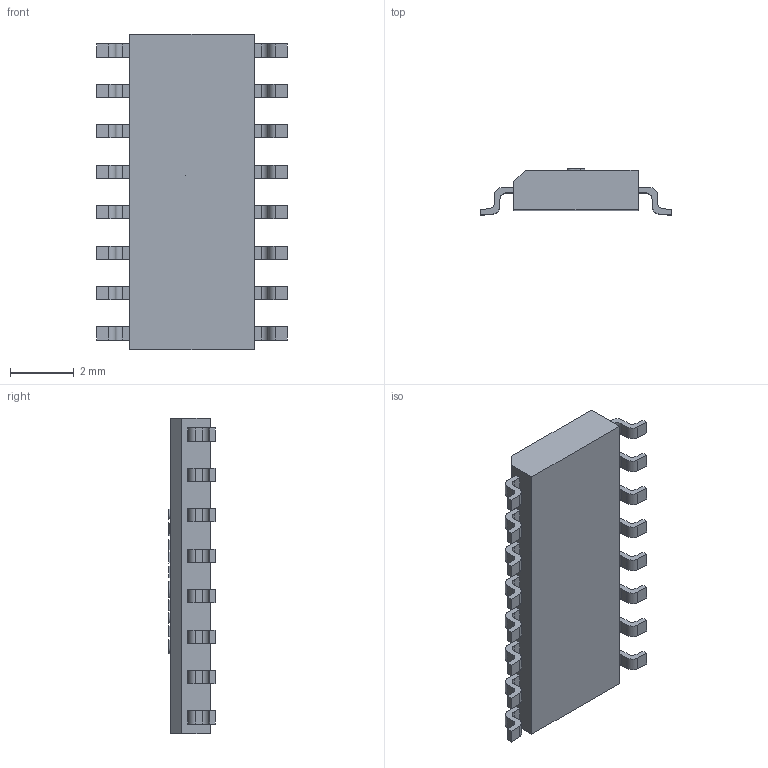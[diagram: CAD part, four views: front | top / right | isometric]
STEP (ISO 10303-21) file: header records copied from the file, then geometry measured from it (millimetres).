
FILE_DESCRIPTION (( 'STEP AP214' ), '1' );
FILE_NAME ('SN74HC595D.STEP', '2015-06-24T09:22:06', ( '' ), ( '' ), 'SwSTEP 2.0', 'SolidWorks 2014', '' );
FILE_SCHEMA (( 'AUTOMOTIVE_DESIGN' ));
Length unit declared in the file: millimetre
Products named in the file (1): SN74HC595D
Bounding box: 6 x 1.45 x 9.9 mm (x, y, z)
Volume: 49.4 mm3; surface area: 140.7 mm2
Topology: 1 solids, 1 shells, 353 faces, 963 edges, 642 vertices
Faces by surface type: plane 231, cylinder 66, bspline 56
Entity records: 17966 total; most frequent: CARTESIAN_POINT 5351, ORIENTED_EDGE 1926, DIRECTION 1579, EDGE_CURVE 963, VECTOR 719, LINE 719, VERTEX_POINT 642, AXIS2_PLACEMENT_3D 430
